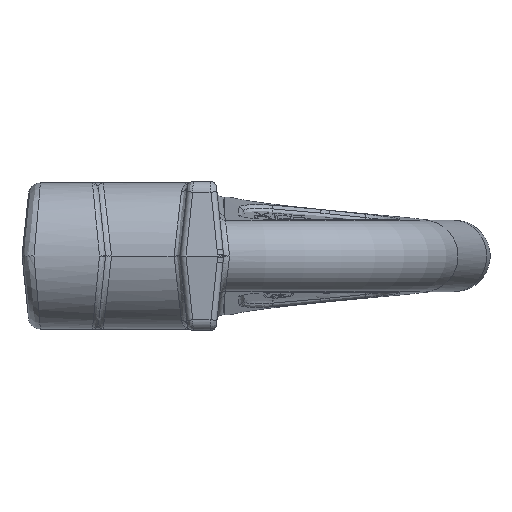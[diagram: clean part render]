
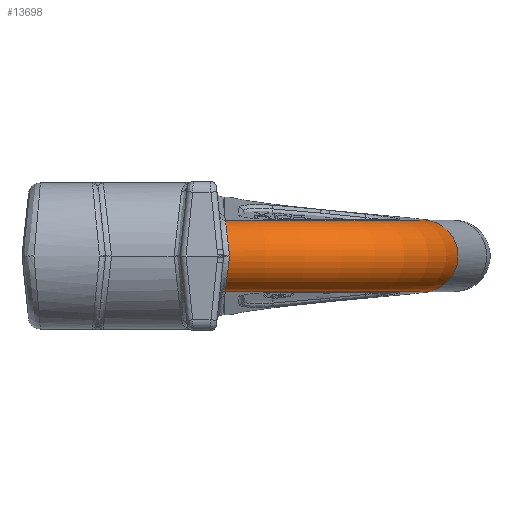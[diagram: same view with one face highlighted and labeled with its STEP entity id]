
A CAD part, front view. The second image highlights one B-rep face of the part: STEP entity #13698.
In plain terms, the highlighted toroidal (fillet/blend) face has major radius 68 mm and minor radius 12 mm.
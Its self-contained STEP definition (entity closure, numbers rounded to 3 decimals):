
#111=CARTESIAN_POINT('',(82.817,30.457,11.923));
#117=CARTESIAN_POINT('',(15.176,-24.358,11.923));
#517=CARTESIAN_POINT('',(16.599,-34.984,
0.));
#551=CARTESIAN_POINT('',(15.,45.,-11.923));
#552=DIRECTION('',(0.,0.,1.));
#553=DIRECTION('',(0.003,-1.,0.));
#554=AXIS2_PLACEMENT_3D('',#551,#552,#553);
#556=CARTESIAN_POINT('',(15.176,-24.358,-11.923));
#557=CARTESIAN_POINT('',(15.183,-24.874,-11.864));
#558=CARTESIAN_POINT('',(15.205,-25.905,-11.679));
#559=CARTESIAN_POINT('',(15.263,-27.421,-11.194));
#560=CARTESIAN_POINT('',(15.346,-28.867,-10.508));
#561=CARTESIAN_POINT('',(15.45,-30.208,-9.637));
#562=CARTESIAN_POINT('',(15.574,-31.417,-8.6));
#563=CARTESIAN_POINT('',(15.715,-32.479,-7.412));
#564=CARTESIAN_POINT('',(15.872,-33.375,-6.092));
#565=CARTESIAN_POINT('',(16.043,-34.091,-4.659));
#566=CARTESIAN_POINT('',(16.224,-34.61,-3.14));
#567=CARTESIAN_POINT('',(16.411,-34.919,-1.572));
#568=CARTESIAN_POINT('',(16.536,-34.985,
-0.522));
#569=CARTESIAN_POINT('',(16.599,-34.984,
0.));
#571=CARTESIAN_POINT('',(15.176,-24.358,11.923));
#572=CARTESIAN_POINT('',(15.183,-24.874,11.864));
#573=CARTESIAN_POINT('',(15.205,-25.905,11.679));
#574=CARTESIAN_POINT('',(15.263,-27.421,11.194));
#575=CARTESIAN_POINT('',(15.346,-28.867,10.508));
#576=CARTESIAN_POINT('',(15.45,-30.208,9.637));
#577=CARTESIAN_POINT('',(15.574,-31.417,8.6));
#578=CARTESIAN_POINT('',(15.715,-32.479,7.412));
#579=CARTESIAN_POINT('',(15.872,-33.375,6.092));
#580=CARTESIAN_POINT('',(16.043,-34.091,4.659));
#581=CARTESIAN_POINT('',(16.224,-34.61,3.14));
#582=CARTESIAN_POINT('',(16.411,-34.919,1.572));
#583=CARTESIAN_POINT('',(16.536,-34.985,0.522));
#584=CARTESIAN_POINT('',(16.599,-34.984,
0.));
#586=CARTESIAN_POINT('',(15.,45.,11.923));
#587=DIRECTION('',(0.,0.,1.));
#588=DIRECTION('',(0.003,-1.,0.));
#589=AXIS2_PLACEMENT_3D('',#586,#587,#588);
#614=CARTESIAN_POINT('',(81.488,30.742,0.));
#615=DIRECTION('',(-0.21,-0.978,0.));
#616=DIRECTION('',(0.111,-0.024,-0.994));
#617=AXIS2_PLACEMENT_3D('',#614,#615,#616);
#1312=CARTESIAN_POINT('',(15.176,-24.358,
-11.923));
#1321=CARTESIAN_POINT('',(82.817,30.457,-11.923));
#11158=VERTEX_POINT('',#111);
#11229=VERTEX_POINT('',#117);
#11310=VERTEX_POINT('',#1321);
#11341=VERTEX_POINT('',#1312);
#11477=VERTEX_POINT('',#517);
#13684=CARTESIAN_POINT('',(15.,45.,0.));
#13685=DIRECTION('',(0.,0.,1.));
#13686=DIRECTION('',(0.,1.,0.));
#13687=AXIS2_PLACEMENT_3D('',#13684,#13685,#13686);
#13688=TOROIDAL_SURFACE('',#13687,68.,12.);
#13690=ORIENTED_EDGE('',*,*,#13689,.F.);
#13692=ORIENTED_EDGE('',*,*,#13691,.F.);
#13693=ORIENTED_EDGE('',*,*,#13671,.T.);
#13694=ORIENTED_EDGE('',*,*,#13608,.F.);
#13695=ORIENTED_EDGE('',*,*,#12299,.T.);
#13696=EDGE_LOOP('',(#13690,#13692,#13693,#13694,#13695));
#13697=FACE_OUTER_BOUND('',#13696,.F.);
#13698=ADVANCED_FACE('',(#13697),#13688,.T.);
#555=CIRCLE('',#554,69.358);
#570=B_SPLINE_CURVE_WITH_KNOTS('',3,(#556,#557,#558,#559,#560,#561,#562,#563,
#564,#565,#566,#567,#568,#569),.UNSPECIFIED.,.F.,.F.,(4,1,1,1,1,1,1,1,1,1,1,4),(
0.,0.091,0.182,0.273,0.364,
0.455,0.545,0.636,0.727,
0.818,0.909,1.),.UNSPECIFIED.);
#585=B_SPLINE_CURVE_WITH_KNOTS('',3,(#571,#572,#573,#574,#575,#576,#577,#578,
#579,#580,#581,#582,#583,#584),.UNSPECIFIED.,.F.,.F.,(4,1,1,1,1,1,1,1,1,1,1,4),(
0.,0.091,0.182,0.273,0.364,
0.455,0.545,0.636,0.727,
0.818,0.909,1.),.UNSPECIFIED.);
#590=CIRCLE('',#589,69.358);
#618=CIRCLE('',#617,12.);
#12299=EDGE_CURVE('',#11229,#11158,#590,.T.);
#13608=EDGE_CURVE('',#11229,#11477,#585,.T.);
#13671=EDGE_CURVE('',#11341,#11477,#570,.T.);
#13689=EDGE_CURVE('',#11310,#11158,#618,.T.);
#13691=EDGE_CURVE('',#11341,#11310,#555,.T.);
